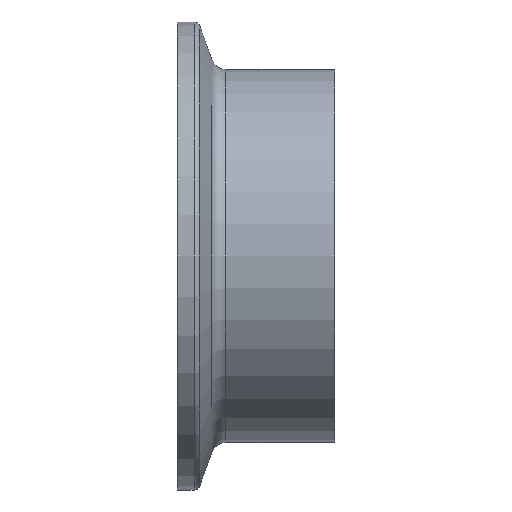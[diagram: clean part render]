
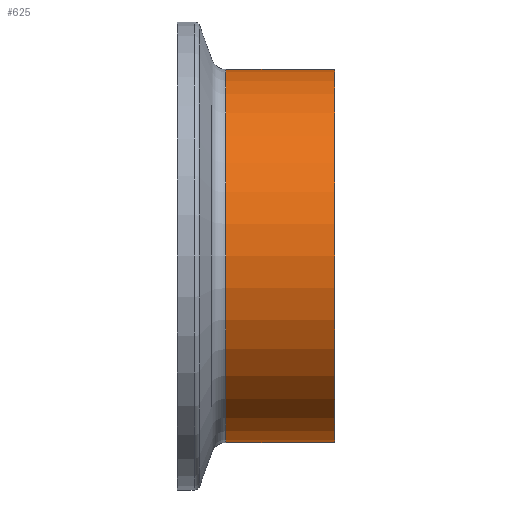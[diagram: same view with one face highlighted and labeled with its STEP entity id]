
A CAD part, front view. The second image highlights one B-rep face of the part: STEP entity #625.
In plain terms, the highlighted cylindrical face has radius 25.525 mm (diameter 51.05 mm), a partial arc.
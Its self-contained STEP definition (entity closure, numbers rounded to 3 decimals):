
#39 = EDGE_CURVE ( 'NONE', #474, #464, #255, .T. ) ;
#40 = AXIS2_PLACEMENT_3D ( 'NONE', #548, #111, #263 ) ;
#44 = VECTOR ( 'NONE', #283, 1000. ) ;
#53 = CARTESIAN_POINT ( 'NONE',  ( 6.607, 0., 0. ) ) ;
#69 = CARTESIAN_POINT ( 'NONE',  ( 6.607, 0., -25.525 ) ) ;
#76 = FACE_OUTER_BOUND ( 'NONE', #329, .T. ) ;
#93 = ORIENTED_EDGE ( 'NONE', *, *, #420, .T. ) ;
#111 = DIRECTION ( 'NONE',  ( -1., 0., 0. ) ) ;
#115 = CARTESIAN_POINT ( 'NONE',  ( 21.5, 0., -25.525 ) ) ;
#127 = CYLINDRICAL_SURFACE ( 'NONE', #285, 25.525 ) ;
#132 = ORIENTED_EDGE ( 'NONE', *, *, #630, .T. ) ;
#149 = DIRECTION ( 'NONE',  ( -1., 0., 0. ) ) ;
#161 = DIRECTION ( 'NONE',  ( -1., 0., 0. ) ) ;
#176 = LINE ( 'NONE', #270, #44 ) ;
#185 = CARTESIAN_POINT ( 'NONE',  ( 21.5, 0., 25.525 ) ) ;
#203 = CIRCLE ( 'NONE', #40, 25.525 ) ;
#209 = DIRECTION ( 'NONE',  ( -1., 0., 0. ) ) ;
#225 = DIRECTION ( 'NONE',  ( 0., 0., 1. ) ) ;
#237 = ORIENTED_EDGE ( 'NONE', *, *, #39, .F. ) ;
#255 = LINE ( 'NONE', #370, #398 ) ;
#260 = VERTEX_POINT ( 'NONE', #185 ) ;
#263 = DIRECTION ( 'NONE',  ( 0., 0., 1. ) ) ;
#270 = CARTESIAN_POINT ( 'NONE',  ( 0., 0., 25.525 ) ) ;
#283 = DIRECTION ( 'NONE',  ( -1., 0., 0. ) ) ;
#285 = AXIS2_PLACEMENT_3D ( 'NONE', #494, #149, #576 ) ;
#329 = EDGE_LOOP ( 'NONE', ( #237, #93, #132, #652 ) ) ;
#370 = CARTESIAN_POINT ( 'NONE',  ( 0., 0., -25.525 ) ) ;
#398 = VECTOR ( 'NONE', #161, 1000. ) ;
#420 = EDGE_CURVE ( 'NONE', #474, #260, #203, .T. ) ;
#445 = VERTEX_POINT ( 'NONE', #670 ) ;
#449 = CIRCLE ( 'NONE', #673, 25.525 ) ;
#464 = VERTEX_POINT ( 'NONE', #69 ) ;
#474 = VERTEX_POINT ( 'NONE', #115 ) ;
#494 = CARTESIAN_POINT ( 'NONE',  ( 0., 0., 0. ) ) ;
#548 = CARTESIAN_POINT ( 'NONE',  ( 21.5, 0., 0. ) ) ;
#555 = EDGE_CURVE ( 'NONE', #464, #445, #449, .T. ) ;
#576 = DIRECTION ( 'NONE',  ( 0., 0., 1. ) ) ;
#625 = ADVANCED_FACE ( 'NONE', ( #76 ), #127, .T. ) ;
#630 = EDGE_CURVE ( 'NONE', #260, #445, #176, .T. ) ;
#652 = ORIENTED_EDGE ( 'NONE', *, *, #555, .F. ) ;
#670 = CARTESIAN_POINT ( 'NONE',  ( 6.607, 0., 25.525 ) ) ;
#673 = AXIS2_PLACEMENT_3D ( 'NONE', #53, #209, #225 ) ;
